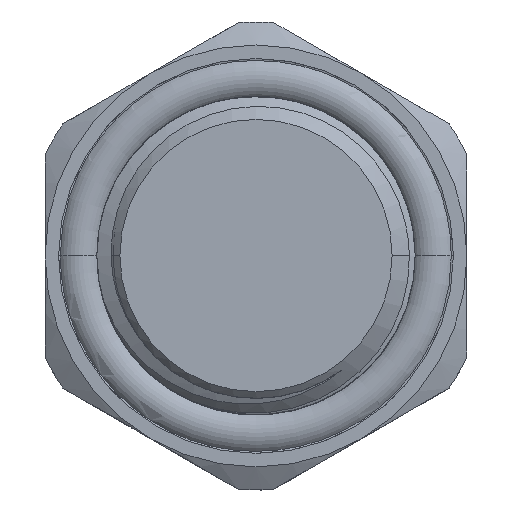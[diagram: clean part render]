
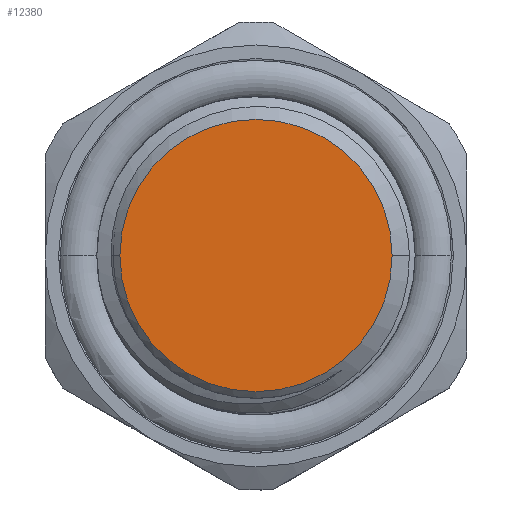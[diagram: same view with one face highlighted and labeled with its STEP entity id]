
A CAD part, top view. The second image highlights one B-rep face of the part: STEP entity #12380.
In plain terms, the highlighted planar face has unit normal (0, 0, 1).
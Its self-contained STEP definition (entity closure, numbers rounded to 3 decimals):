
#980 = CIRCLE ( 'NONE', #11054, 7.1 ) ;
#1241 = DIRECTION ( 'NONE',  ( 0., 0., 1. ) ) ;
#1350 = FACE_OUTER_BOUND ( 'NONE', #9072, .T. ) ;
#2097 = ORIENTED_EDGE ( 'NONE', *, *, #13384, .T. ) ;
#2218 = DIRECTION ( 'NONE',  ( 0., 0., 1. ) ) ;
#4400 = CARTESIAN_POINT ( 'NONE',  ( 0., 0., 90.3 ) ) ;
#6544 = CARTESIAN_POINT ( 'NONE',  ( 0., 0., 90.3 ) ) ;
#7735 = CARTESIAN_POINT ( 'NONE',  ( 0., 0., 90.3 ) ) ;
#8759 = ORIENTED_EDGE ( 'NONE', *, *, #20902, .T. ) ;
#9072 = EDGE_LOOP ( 'NONE', ( #2097, #8759 ) ) ;
#9094 = DIRECTION ( 'NONE',  ( 1., 0., 0. ) ) ;
#9761 = CARTESIAN_POINT ( 'NONE',  ( 7.1, 0., 90.3 ) ) ;
#10016 = DIRECTION ( 'NONE',  ( 1., 0., 0. ) ) ;
#10955 = AXIS2_PLACEMENT_3D ( 'NONE', #4400, #1241, #18329 ) ;
#11054 = AXIS2_PLACEMENT_3D ( 'NONE', #7735, #2218, #9094 ) ;
#11258 = CARTESIAN_POINT ( 'NONE',  ( -7.1, 0., 90.3 ) ) ;
#11667 = VERTEX_POINT ( 'NONE', #11258 ) ;
#12380 = ADVANCED_FACE ( 'NONE', ( #1350 ), #14748, .T. ) ;
#12798 = AXIS2_PLACEMENT_3D ( 'NONE', #6544, #21564, #10016 ) ;
#13384 = EDGE_CURVE ( 'NONE', #11667, #19230, #980, .T. ) ;
#14748 = PLANE ( 'NONE',  #12798 ) ;
#17415 = CIRCLE ( 'NONE', #10955, 7.1 ) ;
#18329 = DIRECTION ( 'NONE',  ( 1., 0., 0. ) ) ;
#19230 = VERTEX_POINT ( 'NONE', #9761 ) ;
#20902 = EDGE_CURVE ( 'NONE', #19230, #11667, #17415, .T. ) ;
#21564 = DIRECTION ( 'NONE',  ( 0., 0., 1. ) ) ;
